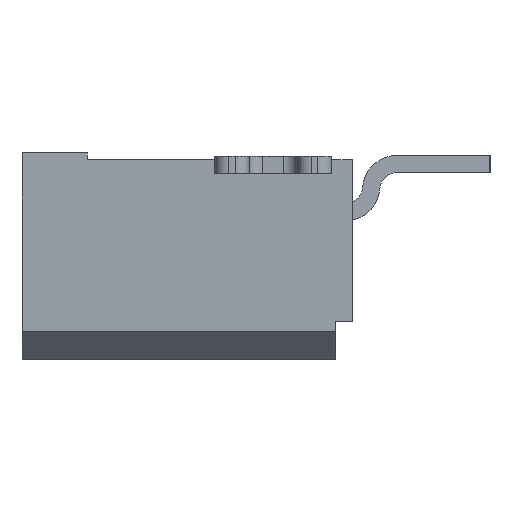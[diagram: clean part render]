
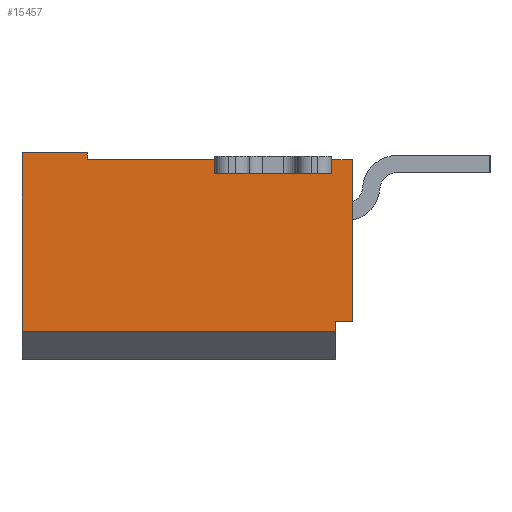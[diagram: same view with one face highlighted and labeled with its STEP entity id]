
A CAD part, left-side view. The second image highlights one B-rep face of the part: STEP entity #15457.
In plain terms, the highlighted planar face has unit normal (-1, 0, 0).
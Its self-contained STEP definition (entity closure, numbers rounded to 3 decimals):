
#244 = ORIENTED_EDGE ( 'NONE', *, *, #36665, .T. ) ;
#371 = LINE ( 'NONE', #34685, #4914 ) ;
#865 = LINE ( 'NONE', #33995, #5859 ) ;
#1693 = VERTEX_POINT ( 'NONE', #11258 ) ;
#3102 = FACE_OUTER_BOUND ( 'NONE', #31170, .T. ) ;
#3353 = CARTESIAN_POINT ( 'NONE',  ( -16.9, -2.8, -0.1 ) ) ;
#4802 = CARTESIAN_POINT ( 'NONE',  ( -16.9, -2.8, -0.3 ) ) ;
#4914 = VECTOR ( 'NONE', #37091, 1000. ) ;
#5332 = LINE ( 'NONE', #30051, #17968 ) ;
#5859 = VECTOR ( 'NONE', #28167, 1000. ) ;
#5860 = EDGE_CURVE ( 'NONE', #22006, #31366, #7182, .T. ) ;
#5887 = EDGE_CURVE ( 'NONE', #15950, #18502, #20039, .T. ) ;
#6049 = LINE ( 'NONE', #39404, #35580 ) ;
#7111 = CARTESIAN_POINT ( 'NONE',  ( -16.9, -2.8, -0.3 ) ) ;
#7182 = LINE ( 'NONE', #31724, #23830 ) ;
#7297 = LINE ( 'NONE', #25990, #20455 ) ;
#7858 = CARTESIAN_POINT ( 'NONE',  ( -16.9, -4.55, -2.6 ) ) ;
#8408 = VECTOR ( 'NONE', #26071, 1000. ) ;
#8516 = AXIS2_PLACEMENT_3D ( 'NONE', #18383, #27621, #37038 ) ;
#9120 = PLANE ( 'NONE',  #8516 ) ;
#10210 = ORIENTED_EDGE ( 'NONE', *, *, #15940, .F. ) ;
#10227 = LINE ( 'NONE', #4802, #22646 ) ;
#11258 = CARTESIAN_POINT ( 'NONE',  ( -16.9, -0.95, 0. ) ) ;
#11417 = VECTOR ( 'NONE', #20114, 1000. ) ;
#11926 = ORIENTED_EDGE ( 'NONE', *, *, #5887, .F. ) ;
#12510 = ORIENTED_EDGE ( 'NONE', *, *, #12768, .T. ) ;
#12768 = EDGE_CURVE ( 'NONE', #18139, #18502, #5332, .T. ) ;
#13814 = CARTESIAN_POINT ( 'NONE',  ( -16.9, -4.5, -0.3 ) ) ;
#14466 = ORIENTED_EDGE ( 'NONE', *, *, #17307, .T. ) ;
#15457 = ADVANCED_FACE ( 'NONE', ( #3102 ), #9120, .F. ) ;
#15940 = EDGE_CURVE ( 'NONE', #37216, #28191, #26331, .T. ) ;
#15950 = VERTEX_POINT ( 'NONE', #29757 ) ;
#16126 = ORIENTED_EDGE ( 'NONE', *, *, #30473, .T. ) ;
#16505 = CARTESIAN_POINT ( 'NONE',  ( -16.9, 0., 0. ) ) ;
#16839 = DIRECTION ( 'NONE',  ( 0., 0., 1. ) ) ;
#17307 = EDGE_CURVE ( 'NONE', #22006, #1693, #19656, .T. ) ;
#17492 = DIRECTION ( 'NONE',  ( 0., 0., 1. ) ) ;
#17968 = VECTOR ( 'NONE', #24215, 1000. ) ;
#18139 = VERTEX_POINT ( 'NONE', #24978 ) ;
#18383 = CARTESIAN_POINT ( 'NONE',  ( -16.9, -2.4, -1.3 ) ) ;
#18502 = VERTEX_POINT ( 'NONE', #32331 ) ;
#18729 = EDGE_CURVE ( 'NONE', #29983, #31077, #371, .T. ) ;
#19000 = ORIENTED_EDGE ( 'NONE', *, *, #18729, .T. ) ;
#19032 = CARTESIAN_POINT ( 'NONE',  ( -16.9, -4.55, -2.45 ) ) ;
#19656 = LINE ( 'NONE', #20047, #20174 ) ;
#20039 = LINE ( 'NONE', #13814, #8408 ) ;
#20047 = CARTESIAN_POINT ( 'NONE',  ( -16.9, -0.95, -0.1 ) ) ;
#20114 = DIRECTION ( 'NONE',  ( 0., 0., -1. ) ) ;
#20174 = VECTOR ( 'NONE', #16839, 1000. ) ;
#20312 = LINE ( 'NONE', #38594, #11417 ) ;
#20455 = VECTOR ( 'NONE', #38232, 1000. ) ;
#22006 = VERTEX_POINT ( 'NONE', #23206 ) ;
#22646 = VECTOR ( 'NONE', #23090, 1000. ) ;
#23090 = DIRECTION ( 'NONE',  ( 0., 0., 1. ) ) ;
#23206 = CARTESIAN_POINT ( 'NONE',  ( -16.9, -0.95, -0.1 ) ) ;
#23830 = VECTOR ( 'NONE', #28901, 1000. ) ;
#24215 = DIRECTION ( 'NONE',  ( 0., 1., 0. ) ) ;
#24220 = EDGE_CURVE ( 'NONE', #37216, #35504, #31845, .T. ) ;
#24978 = CARTESIAN_POINT ( 'NONE',  ( -16.9, -4.8, -0.1 ) ) ;
#25942 = CARTESIAN_POINT ( 'NONE',  ( -16.9, 0., -2.6 ) ) ;
#25990 = CARTESIAN_POINT ( 'NONE',  ( -16.9, -4.5, -0.3 ) ) ;
#26071 = DIRECTION ( 'NONE',  ( 0., 0., 1. ) ) ;
#26331 = LINE ( 'NONE', #25942, #36774 ) ;
#26393 = ORIENTED_EDGE ( 'NONE', *, *, #29364, .F. ) ;
#26617 = VECTOR ( 'NONE', #28427, 1000. ) ;
#27621 = DIRECTION ( 'NONE',  ( 1., 0., 0. ) ) ;
#27708 = CARTESIAN_POINT ( 'NONE',  ( -16.9, 0., -2.6 ) ) ;
#28167 = DIRECTION ( 'NONE',  ( 0., 0., -1. ) ) ;
#28191 = VERTEX_POINT ( 'NONE', #16505 ) ;
#28206 = ORIENTED_EDGE ( 'NONE', *, *, #33408, .F. ) ;
#28427 = DIRECTION ( 'NONE',  ( 0., -1., 0. ) ) ;
#28901 = DIRECTION ( 'NONE',  ( 0., -1., 0. ) ) ;
#29093 = ORIENTED_EDGE ( 'NONE', *, *, #5860, .F. ) ;
#29364 = EDGE_CURVE ( 'NONE', #29983, #35504, #20312, .T. ) ;
#29757 = CARTESIAN_POINT ( 'NONE',  ( -16.9, -4.5, -0.3 ) ) ;
#29983 = VERTEX_POINT ( 'NONE', #19032 ) ;
#30051 = CARTESIAN_POINT ( 'NONE',  ( -16.9, -4.8, -0.1 ) ) ;
#30473 = EDGE_CURVE ( 'NONE', #15950, #34865, #7297, .T. ) ;
#31077 = VERTEX_POINT ( 'NONE', #32712 ) ;
#31170 = EDGE_LOOP ( 'NONE', ( #14466, #244, #10210, #38627, #26393, #19000, #28206, #12510, #11926, #16126, #39320, #29093 ) ) ;
#31366 = VERTEX_POINT ( 'NONE', #3353 ) ;
#31724 = CARTESIAN_POINT ( 'NONE',  ( -16.9, -0.95, -0.1 ) ) ;
#31845 = LINE ( 'NONE', #37445, #26617 ) ;
#32331 = CARTESIAN_POINT ( 'NONE',  ( -16.9, -4.5, -0.1 ) ) ;
#32712 = CARTESIAN_POINT ( 'NONE',  ( -16.9, -4.8, -2.45 ) ) ;
#33177 = DIRECTION ( 'NONE',  ( 0., 1., 0. ) ) ;
#33408 = EDGE_CURVE ( 'NONE', #18139, #31077, #865, .T. ) ;
#33995 = CARTESIAN_POINT ( 'NONE',  ( -16.9, -4.8, -0.1 ) ) ;
#34539 = EDGE_CURVE ( 'NONE', #34865, #31366, #10227, .T. ) ;
#34685 = CARTESIAN_POINT ( 'NONE',  ( -16.9, -4.55, -2.45 ) ) ;
#34865 = VERTEX_POINT ( 'NONE', #7111 ) ;
#35504 = VERTEX_POINT ( 'NONE', #7858 ) ;
#35580 = VECTOR ( 'NONE', #33177, 1000. ) ;
#36665 = EDGE_CURVE ( 'NONE', #1693, #28191, #6049, .T. ) ;
#36774 = VECTOR ( 'NONE', #17492, 1000. ) ;
#37038 = DIRECTION ( 'NONE',  ( 0., 1., 0. ) ) ;
#37091 = DIRECTION ( 'NONE',  ( 0., -1., 0. ) ) ;
#37216 = VERTEX_POINT ( 'NONE', #27708 ) ;
#37445 = CARTESIAN_POINT ( 'NONE',  ( -16.9, 0., -2.6 ) ) ;
#38232 = DIRECTION ( 'NONE',  ( 0., 1., 0. ) ) ;
#38594 = CARTESIAN_POINT ( 'NONE',  ( -16.9, -4.55, -2.45 ) ) ;
#38627 = ORIENTED_EDGE ( 'NONE', *, *, #24220, .T. ) ;
#39320 = ORIENTED_EDGE ( 'NONE', *, *, #34539, .T. ) ;
#39404 = CARTESIAN_POINT ( 'NONE',  ( -16.9, -0.95, 0. ) ) ;
